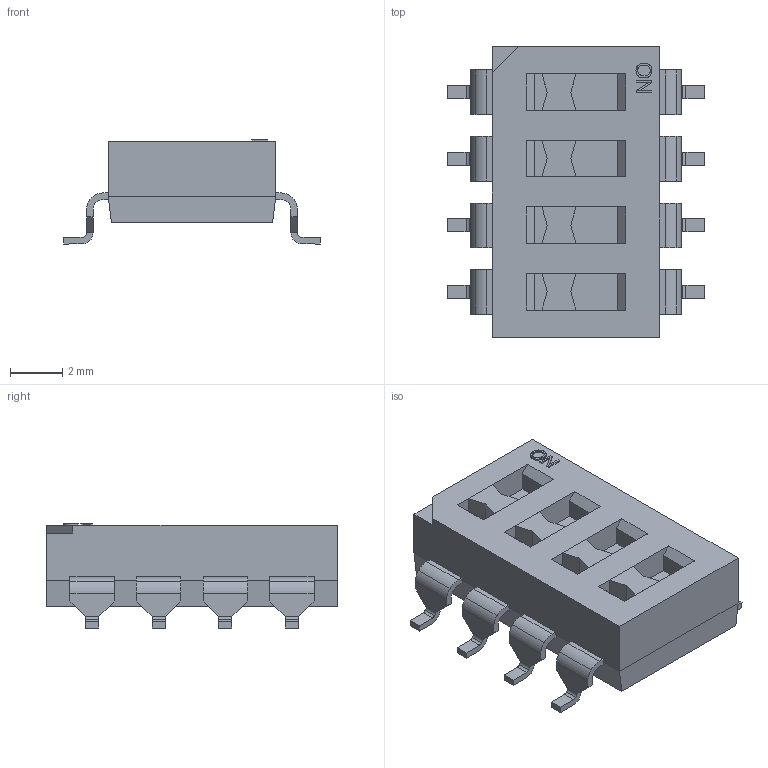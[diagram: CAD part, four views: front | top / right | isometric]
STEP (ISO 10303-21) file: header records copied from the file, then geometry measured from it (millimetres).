
FILE_DESCRIPTION((''),'2;1');
FILE_NAME('SW_OMRON_A6S-4102-H.stp','2009-08-31T17:11:13',(''),(''),'Mechanical Desktop 2006','Mechanical Desktop 2006',', , ');
FILE_SCHEMA(('AUTOMOTIVE_DESIGN { 1 2 10303 214 0 1 1 1 }'));
Length unit declared in the file: millimetre
Products named in the file (1): Product
Bounding box: 9.8 x 11.1 x 3.98 mm (x, y, z)
Volume: 213.3 mm3; surface area: 535 mm2
Topology: 27 solids, 27 shells, 395 faces, 1011 edges, 674 vertices
Faces by surface type: plane 263, bspline 100, cylinder 32
Entity records: 12290 total; most frequent: CARTESIAN_POINT 2829, ORIENTED_EDGE 2022, DIRECTION 1731, EDGE_CURVE 1011, VECTOR 883, LINE 883, VERTEX_POINT 674, AXIS2_PLACEMENT_3D 424
